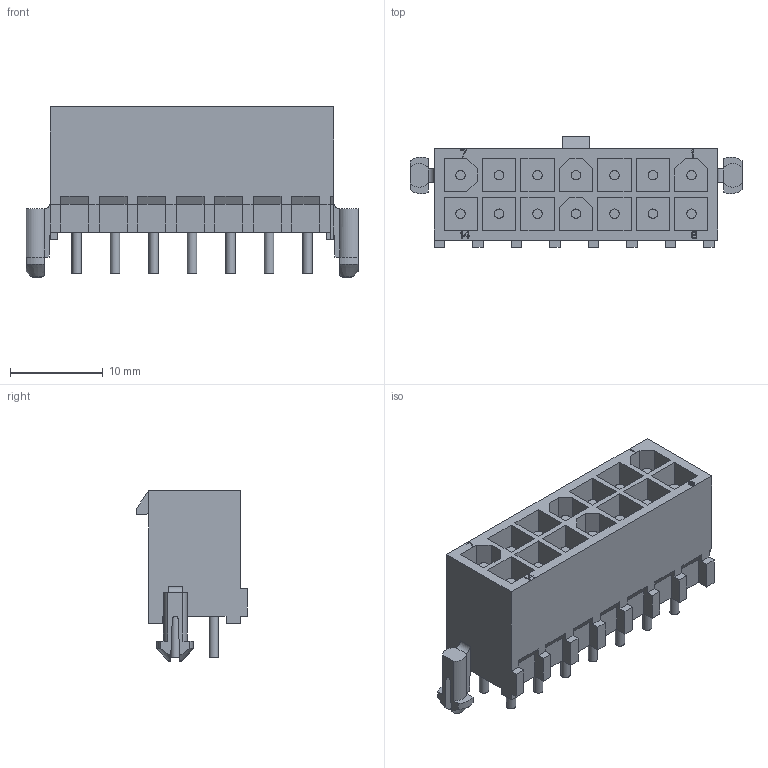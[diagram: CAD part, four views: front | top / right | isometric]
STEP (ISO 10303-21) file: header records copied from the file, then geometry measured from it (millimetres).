
FILE_DESCRIPTION(/* description */ (''),/* implementation_level */ '2;1');
FILE_NAME(/* name */ 'TYCO_1-794067-0.stp',/* time_stamp */ '2017-03-20T11:26:05+01:00',/* author */ ('riccim'),/* organization */ ('Tyco Electronics Ltd.'),/* preprocessor_version */ 'ST-DEVELOPER v16.1',/* originating_system */ 'AutoCAD Mechanical',/* authorisation */ '');
FILE_SCHEMA (('AUTOMOTIVE_DESIGN { 1 0 10303 214 3 1 1 }'));
Length unit declared in the file: millimetre
Products named in the file (1): Product
Bounding box: 35.71 x 11.89 x 18.32 mm (x, y, z)
Volume: 2606.3 mm3; surface area: 4386.5 mm2
Topology: 29 solids, 29 shells, 395 faces, 929 edges, 614 vertices
Faces by surface type: plane 347, cylinder 40, cone 4, torus 4
Full cylindrical faces by diameter (mm): 1.001 x28
Entity records: 11174 total; most frequent: CARTESIAN_POINT 2119, ORIENTED_EDGE 1802, DIRECTION 1763, EDGE_CURVE 901, LINE 783, VECTOR 783, VERTEX_POINT 614, AXIS2_PLACEMENT_3D 490
